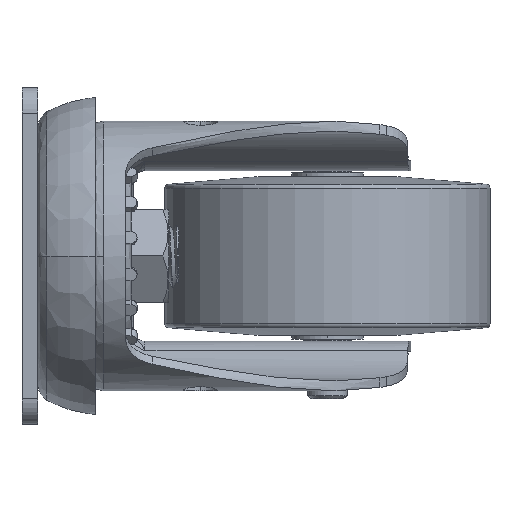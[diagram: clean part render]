
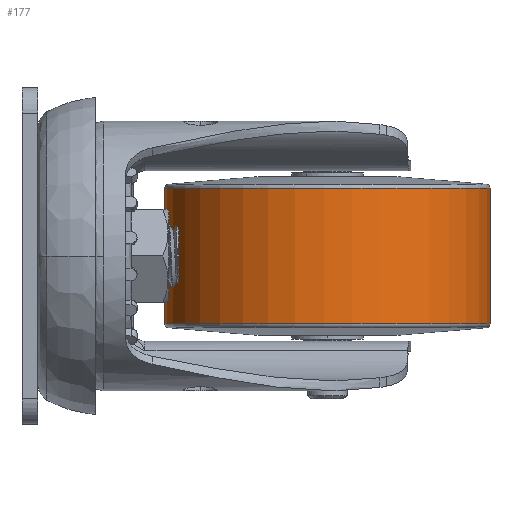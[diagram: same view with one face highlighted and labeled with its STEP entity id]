
A CAD part, left-side view. The second image highlights one B-rep face of the part: STEP entity #177.
In plain terms, the highlighted cylindrical face has radius 41 mm (diameter 82 mm), a partial arc.
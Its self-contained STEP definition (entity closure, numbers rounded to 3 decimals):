
#177 = ADVANCED_FACE ( 'NONE', ( #26711 ), #34048, .T. ) ;
#1846 = LINE ( 'NONE', #6097, #29246 ) ;
#6033 = CARTESIAN_POINT ( 'NONE',  ( 38., -60., -17.081 ) ) ;
#6097 = CARTESIAN_POINT ( 'NONE',  ( 38.983, -19.012, -26.529 ) ) ;
#8715 = DIRECTION ( 'NONE',  ( 0., 0., -1. ) ) ;
#9616 = DIRECTION ( 'NONE',  ( 0.024, 1., 0. ) ) ;
#9623 = EDGE_CURVE ( 'NONE', #21588, #20923, #39782, .T. ) ;
#11254 = CARTESIAN_POINT ( 'NONE',  ( 38.983, -19.012, -17.081 ) ) ;
#13071 = CARTESIAN_POINT ( 'NONE',  ( 37.017, -100.988, 17.081 ) ) ;
#17338 = VERTEX_POINT ( 'NONE', #13071 ) ;
#17457 = DIRECTION ( 'NONE',  ( 0., 0., -1. ) ) ;
#18872 = CARTESIAN_POINT ( 'NONE',  ( 37.017, -100.988, -26.529 ) ) ;
#19053 = AXIS2_PLACEMENT_3D ( 'NONE', #38085, #23189, #37599 ) ;
#19396 = AXIS2_PLACEMENT_3D ( 'NONE', #6033, #45772, #9616 ) ;
#20055 = EDGE_CURVE ( 'NONE', #20393, #21588, #1846, .T. ) ;
#20221 = EDGE_LOOP ( 'NONE', ( #33308, #20368, #26823, #44753 ) ) ;
#20368 = ORIENTED_EDGE ( 'NONE', *, *, #20055, .T. ) ;
#20393 = VERTEX_POINT ( 'NONE', #30794 ) ;
#20923 = VERTEX_POINT ( 'NONE', #45137 ) ;
#21588 = VERTEX_POINT ( 'NONE', #11254 ) ;
#23189 = DIRECTION ( 'NONE',  ( 0., 0., -1. ) ) ;
#24570 = CIRCLE ( 'NONE', #41945, 41. ) ;
#25228 = DIRECTION ( 'NONE',  ( 0.024, 1., 0. ) ) ;
#26711 = FACE_OUTER_BOUND ( 'NONE', #20221, .T. ) ;
#26823 = ORIENTED_EDGE ( 'NONE', *, *, #9623, .T. ) ;
#29246 = VECTOR ( 'NONE', #41103, 1000. ) ;
#30661 = LINE ( 'NONE', #18872, #38695 ) ;
#30794 = CARTESIAN_POINT ( 'NONE',  ( 38.983, -19.012, 17.081 ) ) ;
#33308 = ORIENTED_EDGE ( 'NONE', *, *, #41227, .T. ) ;
#34048 = CYLINDRICAL_SURFACE ( 'NONE', #19053, 41. ) ;
#37599 = DIRECTION ( 'NONE',  ( -0.024, -1., 0. ) ) ;
#38085 = CARTESIAN_POINT ( 'NONE',  ( 38., -60., -26.529 ) ) ;
#38695 = VECTOR ( 'NONE', #8715, 1000. ) ;
#39379 = EDGE_CURVE ( 'NONE', #17338, #20923, #30661, .T. ) ;
#39782 = CIRCLE ( 'NONE', #19396, 41. ) ;
#40426 = CARTESIAN_POINT ( 'NONE',  ( 38., -60., 17.081 ) ) ;
#41103 = DIRECTION ( 'NONE',  ( 0., 0., -1. ) ) ;
#41227 = EDGE_CURVE ( 'NONE', #17338, #20393, #24570, .T. ) ;
#41945 = AXIS2_PLACEMENT_3D ( 'NONE', #40426, #17457, #25228 ) ;
#44753 = ORIENTED_EDGE ( 'NONE', *, *, #39379, .F. ) ;
#45137 = CARTESIAN_POINT ( 'NONE',  ( 37.017, -100.988, -17.081 ) ) ;
#45772 = DIRECTION ( 'NONE',  ( 0., 0., 1. ) ) ;
